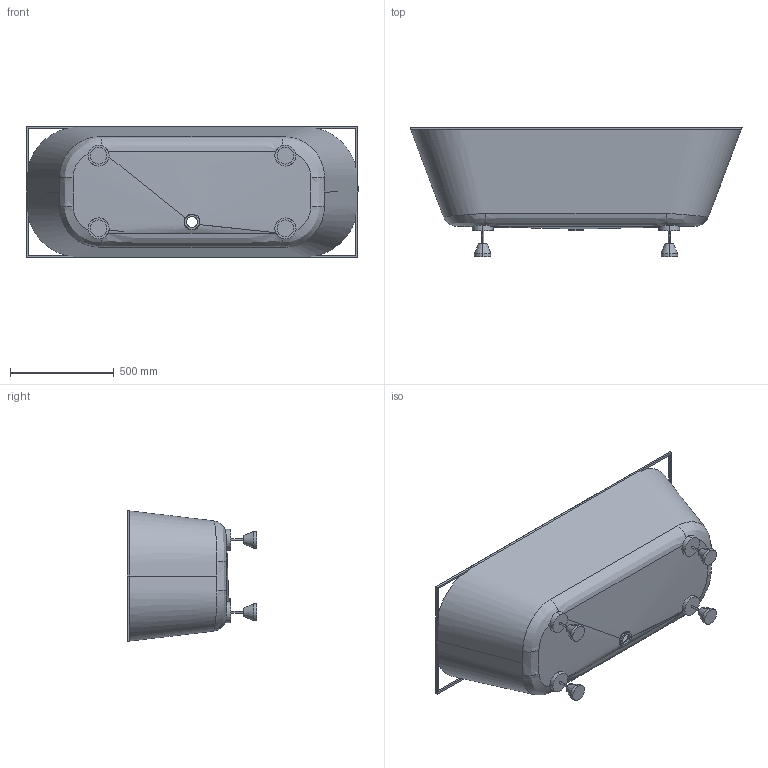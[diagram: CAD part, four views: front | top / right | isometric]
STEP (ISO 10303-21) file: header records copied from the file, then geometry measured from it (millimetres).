
FILE_DESCRIPTION (( 'STEP AP214' ), '1' );
FILE_NAME ('PI-1.STEP', '2020-02-17T11:28:58', ( 'Admin' ), ( '' ), 'SwSTEP 2.0', 'SolidWorks 2019', '' );
FILE_SCHEMA (( 'AUTOMOTIVE_DESIGN' ));
Length unit declared in the file: millimetre
Products named in the file (1): PI-1
Bounding box: 1601.35 x 625 x 630.14 mm (x, y, z)
Volume: 23179655.2 mm3; surface area: 4885554.9 mm2
Topology: 2 solids, 2 shells, 88 faces, 234 edges, 158 vertices
Faces by surface type: bspline 28, cylinder 28, plane 24, cone 8
Entity records: 26355 total; most frequent: CARTESIAN_POINT 24319, ORIENTED_EDGE 468, DIRECTION 332, EDGE_CURVE 234, VERTEX_POINT 158, AXIS2_PLACEMENT_3D 133, EDGE_LOOP 100, B_SPLINE_CURVE_WITH_KNOTS 96
